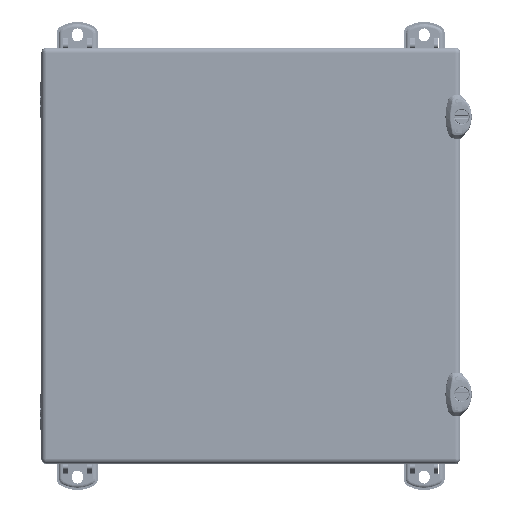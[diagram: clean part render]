
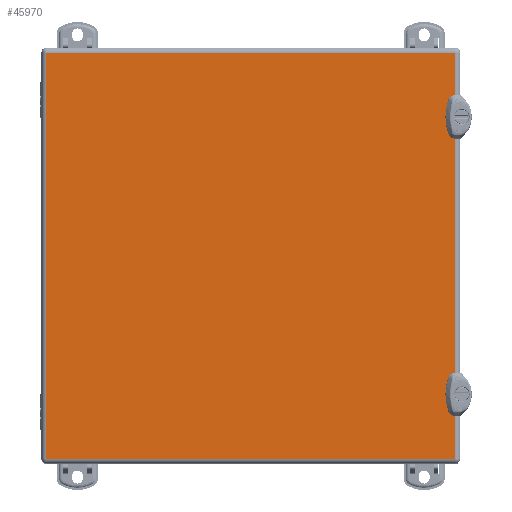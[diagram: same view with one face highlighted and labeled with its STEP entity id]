
A CAD part, top view. The second image highlights one B-rep face of the part: STEP entity #45970.
In plain terms, the highlighted planar face has unit normal (0, 0, 1).
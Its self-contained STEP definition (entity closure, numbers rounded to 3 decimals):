
#3340=PLANE('',#49979);
#4904=FACE_OUTER_BOUND('',#7741,.T.);
#7741=EDGE_LOOP('',(#34445,#34446,#34447,#34448,#34449,#34450,#34451,#34452,
#34453,#34454,#34455,#34456,#34457,#34458,#34459,#34460));
#10893=LINE('',#74918,#14752);
#10902=LINE('',#74947,#14761);
#10905=LINE('',#74956,#14764);
#10935=LINE('',#75042,#14794);
#10941=LINE('',#75059,#14800);
#10944=LINE('',#75065,#14803);
#10948=LINE('',#75077,#14807);
#10952=LINE('',#75092,#14811);
#10956=LINE('',#75102,#14815);
#11031=LINE('',#75385,#14890);
#11033=LINE('',#75394,#14892);
#11034=LINE('',#75400,#14893);
#14752=VECTOR('',#56202,0.394);
#14761=VECTOR('',#56227,0.394);
#14764=VECTOR('',#56236,0.394);
#14794=VECTOR('',#56318,0.394);
#14800=VECTOR('',#56334,0.394);
#14803=VECTOR('',#56339,0.394);
#14807=VECTOR('',#56351,0.394);
#14811=VECTOR('',#56369,0.394);
#14815=VECTOR('',#56381,0.394);
#14890=VECTOR('',#56610,0.394);
#14892=VECTOR('',#56622,0.394);
#14893=VECTOR('',#56633,0.394);
#18073=CIRCLE('',#49871,0.03);
#18075=CIRCLE('',#49875,0.03);
#18077=CIRCLE('',#49878,0.03);
#18079=CIRCLE('',#49882,0.03);
#20266=VERTEX_POINT('',#74914);
#20268=VERTEX_POINT('',#74917);
#20279=VERTEX_POINT('',#74944);
#20280=VERTEX_POINT('',#74946);
#20283=VERTEX_POINT('',#74954);
#20312=VERTEX_POINT('',#75039);
#20313=VERTEX_POINT('',#75041);
#20319=VERTEX_POINT('',#75057);
#20321=VERTEX_POINT('',#75063);
#20323=VERTEX_POINT('',#75070);
#20325=VERTEX_POINT('',#75076);
#20327=VERTEX_POINT('',#75085);
#20329=VERTEX_POINT('',#75091);
#20331=VERTEX_POINT('',#75097);
#20404=VERTEX_POINT('',#75379);
#20408=VERTEX_POINT('',#75392);
#25287=EDGE_CURVE('',#20268,#20266,#10893,.T.);
#25301=EDGE_CURVE('',#20279,#20280,#10902,.T.);
#25306=EDGE_CURVE('',#20283,#20266,#10905,.T.);
#25349=EDGE_CURVE('',#20313,#20312,#10935,.T.);
#25358=EDGE_CURVE('',#20319,#20312,#10941,.T.);
#25361=EDGE_CURVE('',#20279,#20321,#10944,.T.);
#25364=EDGE_CURVE('',#20323,#20268,#18073,.T.);
#25367=EDGE_CURVE('',#20325,#20323,#10948,.T.);
#25370=EDGE_CURVE('',#20321,#20325,#18075,.T.);
#25372=EDGE_CURVE('',#20327,#20313,#18077,.T.);
#25375=EDGE_CURVE('',#20329,#20327,#10952,.T.);
#25378=EDGE_CURVE('',#20331,#20329,#18079,.T.);
#25381=EDGE_CURVE('',#20283,#20331,#10956,.T.);
#25496=EDGE_CURVE('',#20280,#20404,#11031,.T.);
#25501=EDGE_CURVE('',#20408,#20319,#11033,.T.);
#25505=EDGE_CURVE('',#20404,#20408,#11034,.T.);
#34445=ORIENTED_EDGE('',*,*,#25287,.T.);
#34446=ORIENTED_EDGE('',*,*,#25306,.F.);
#34447=ORIENTED_EDGE('',*,*,#25381,.T.);
#34448=ORIENTED_EDGE('',*,*,#25378,.T.);
#34449=ORIENTED_EDGE('',*,*,#25375,.T.);
#34450=ORIENTED_EDGE('',*,*,#25372,.T.);
#34451=ORIENTED_EDGE('',*,*,#25349,.T.);
#34452=ORIENTED_EDGE('',*,*,#25358,.F.);
#34453=ORIENTED_EDGE('',*,*,#25501,.F.);
#34454=ORIENTED_EDGE('',*,*,#25505,.F.);
#34455=ORIENTED_EDGE('',*,*,#25496,.F.);
#34456=ORIENTED_EDGE('',*,*,#25301,.F.);
#34457=ORIENTED_EDGE('',*,*,#25361,.T.);
#34458=ORIENTED_EDGE('',*,*,#25370,.T.);
#34459=ORIENTED_EDGE('',*,*,#25367,.T.);
#34460=ORIENTED_EDGE('',*,*,#25364,.T.);
#45970=ADVANCED_FACE('',(#4904),#3340,.T.);
#49871=AXIS2_PLACEMENT_3D('',#75071,#56345,#56346);
#49875=AXIS2_PLACEMENT_3D('',#75081,#56357,#56358);
#49878=AXIS2_PLACEMENT_3D('',#75086,#56363,#56364);
#49882=AXIS2_PLACEMENT_3D('',#75098,#56375,#56376);
#49979=AXIS2_PLACEMENT_3D('',#75414,#56653,#56654);
#56202=DIRECTION('',(1.,0.,0.));
#56227=DIRECTION('',(0.,-1.,0.));
#56236=DIRECTION('',(0.,-1.,0.));
#56318=DIRECTION('',(1.,0.,0.));
#56334=DIRECTION('',(0.,-1.,0.));
#56339=DIRECTION('',(-1.,0.,0.));
#56345=DIRECTION('center_axis',(0.,0.,-1.));
#56346=DIRECTION('ref_axis',(0.,1.,0.));
#56351=DIRECTION('',(0.,1.,0.));
#56357=DIRECTION('center_axis',(0.,0.,-1.));
#56358=DIRECTION('ref_axis',(-1.,0.,0.));
#56363=DIRECTION('center_axis',(0.,0.,-1.));
#56364=DIRECTION('ref_axis',(0.,1.,0.));
#56369=DIRECTION('',(0.,1.,0.));
#56375=DIRECTION('center_axis',(0.,0.,-1.));
#56376=DIRECTION('ref_axis',(-1.,0.,0.));
#56381=DIRECTION('',(-1.,0.,0.));
#56610=DIRECTION('',(-1.,0.,0.));
#56622=DIRECTION('',(1.,0.,0.));
#56633=DIRECTION('',(0.,1.,0.));
#56653=DIRECTION('center_axis',(0.,0.,1.));
#56654=DIRECTION('ref_axis',(1.,0.,0.));
#74914=CARTESIAN_POINT('',(5.894,-3.438,0.053));
#74917=CARTESIAN_POINT('',(5.867,-3.438,0.053));
#74918=CARTESIAN_POINT('',(3.042,-3.438,0.053));
#74944=CARTESIAN_POINT('',(5.894,-4.563,0.053));
#74946=CARTESIAN_POINT('',(5.894,-5.854,0.053));
#74947=CARTESIAN_POINT('',(5.894,-2.927,0.053));
#74954=CARTESIAN_POINT('',(5.894,3.438,0.053));
#74956=CARTESIAN_POINT('',(5.894,-2.927,0.053));
#75039=CARTESIAN_POINT('',(5.894,4.563,0.053));
#75041=CARTESIAN_POINT('',(5.867,4.563,0.053));
#75042=CARTESIAN_POINT('',(3.042,4.563,0.053));
#75057=CARTESIAN_POINT('',(5.894,5.854,0.053));
#75059=CARTESIAN_POINT('',(5.894,-2.927,0.053));
#75063=CARTESIAN_POINT('',(5.867,-4.563,0.053));
#75065=CARTESIAN_POINT('',(2.933,-4.563,0.053));
#75070=CARTESIAN_POINT('',(5.837,-3.468,0.053));
#75071=CARTESIAN_POINT('Origin',(5.867,-3.468,0.053));
#75076=CARTESIAN_POINT('',(5.837,-4.533,0.053));
#75077=CARTESIAN_POINT('',(5.837,-1.734,0.053));
#75081=CARTESIAN_POINT('Origin',(5.867,-4.533,0.053));
#75085=CARTESIAN_POINT('',(5.837,4.533,0.053));
#75086=CARTESIAN_POINT('Origin',(5.867,4.533,0.053));
#75091=CARTESIAN_POINT('',(5.837,3.468,0.053));
#75092=CARTESIAN_POINT('',(5.837,2.266,0.053));
#75097=CARTESIAN_POINT('',(5.867,3.438,0.053));
#75098=CARTESIAN_POINT('Origin',(5.867,3.468,0.053));
#75102=CARTESIAN_POINT('',(2.933,3.438,0.053));
#75379=CARTESIAN_POINT('',(-5.894,-5.854,0.053));
#75385=CARTESIAN_POINT('',(-2.947,-5.854,0.053));
#75392=CARTESIAN_POINT('',(-5.894,5.854,0.053));
#75394=CARTESIAN_POINT('',(2.947,5.854,0.053));
#75400=CARTESIAN_POINT('',(-5.894,2.927,0.053));
#75414=CARTESIAN_POINT('Origin',(0.,0.,
0.053));
